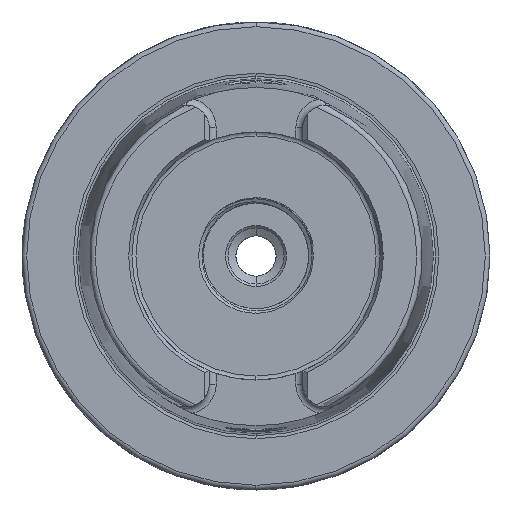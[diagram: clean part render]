
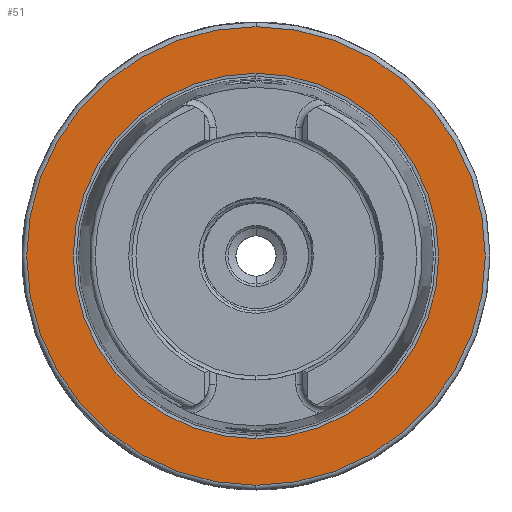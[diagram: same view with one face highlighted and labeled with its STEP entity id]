
A CAD part, left-side view. The second image highlights one B-rep face of the part: STEP entity #51.
In plain terms, the highlighted planar face has unit normal (-1, 0, 0).
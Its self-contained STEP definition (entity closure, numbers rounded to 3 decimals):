
#51 = ADVANCED_FACE ( 'NONE', ( #12232, #12238 ), #9217, .T. ) ;
#61 = EDGE_CURVE ( 'NONE', #9001, #9002, #10369, .T. ) ;
#62 = EDGE_CURVE ( 'NONE', #9006, #9007, #10373, .T. ) ;
#690 = AXIS2_PLACEMENT_3D ( 'NONE', #12309, #12310, #12311 ) ;
#713 = AXIS2_PLACEMENT_3D ( 'NONE', #12342, #12343, #12344 ) ;
#909 = EDGE_LOOP ( 'NONE', ( #3736, #3737 ) ) ;
#910 = EDGE_LOOP ( 'NONE', ( #3739, #3738 ) ) ;
#3736 = ORIENTED_EDGE ( 'NONE', *, *, #9805, .T. ) ;
#3737 = ORIENTED_EDGE ( 'NONE', *, *, #61, .T. ) ;
#3738 = ORIENTED_EDGE ( 'NONE', *, *, #62, .T. ) ;
#3739 = ORIENTED_EDGE ( 'NONE', *, *, #9816, .T. ) ;
#6968 = CARTESIAN_POINT ( 'NONE',  ( 0., 0., -49. ) ) ;
#6969 = CARTESIAN_POINT ( 'NONE',  ( 0., 0., 49. ) ) ;
#6973 = CARTESIAN_POINT ( 'NONE',  ( 0., 0., -39.054 ) ) ;
#6974 = CARTESIAN_POINT ( 'NONE',  ( 0., 0., 39.054 ) ) ;
#9001 = VERTEX_POINT ( 'NONE', #6968 ) ;
#9002 = VERTEX_POINT ( 'NONE', #6969 ) ;
#9006 = VERTEX_POINT ( 'NONE', #6973 ) ;
#9007 = VERTEX_POINT ( 'NONE', #6974 ) ;
#9217 = PLANE ( 'NONE',  #12243 ) ;
#9218 = CARTESIAN_POINT ( 'NONE',  ( 0., 39.054, 0. ) ) ;
#9219 = DIRECTION ( 'NONE',  ( -1., 0., 0. ) ) ;
#9220 = DIRECTION ( 'NONE',  ( 0., 0., 1. ) ) ;
#9250 = CARTESIAN_POINT ( 'NONE',  ( 0., 0., 0. ) ) ;
#9251 = DIRECTION ( 'NONE',  ( -1., 0., 0. ) ) ;
#9252 = DIRECTION ( 'NONE',  ( 0., 0., 1. ) ) ;
#9253 = CARTESIAN_POINT ( 'NONE',  ( 0., 0., 0. ) ) ;
#9254 = DIRECTION ( 'NONE',  ( 1., 0., 0. ) ) ;
#9255 = DIRECTION ( 'NONE',  ( 0., 0., -1. ) ) ;
#9805 = EDGE_CURVE ( 'NONE', #9002, #9001, #10472, .T. ) ;
#9816 = EDGE_CURVE ( 'NONE', #9007, #9006, #10478, .T. ) ;
#10369 = CIRCLE ( 'NONE', #12047, 49. ) ;
#10373 = CIRCLE ( 'NONE', #12048, 39.054 ) ;
#10472 = CIRCLE ( 'NONE', #690, 49. ) ;
#10478 = CIRCLE ( 'NONE', #713, 39.054 ) ;
#12047 = AXIS2_PLACEMENT_3D ( 'NONE', #9250, #9251, #9252 ) ;
#12048 = AXIS2_PLACEMENT_3D ( 'NONE', #9253, #9254, #9255 ) ;
#12232 = FACE_OUTER_BOUND ( 'NONE', #909, .T. ) ;
#12238 = FACE_BOUND ( 'NONE', #910, .T. ) ;
#12243 = AXIS2_PLACEMENT_3D ( 'NONE', #9218, #9219, #9220 ) ;
#12309 = CARTESIAN_POINT ( 'NONE',  ( 0., 0., 0. ) ) ;
#12310 = DIRECTION ( 'NONE',  ( -1., 0., 0. ) ) ;
#12311 = DIRECTION ( 'NONE',  ( 0., 0., 1. ) ) ;
#12342 = CARTESIAN_POINT ( 'NONE',  ( 0., 0., 0. ) ) ;
#12343 = DIRECTION ( 'NONE',  ( 1., 0., 0. ) ) ;
#12344 = DIRECTION ( 'NONE',  ( 0., 0., -1. ) ) ;
